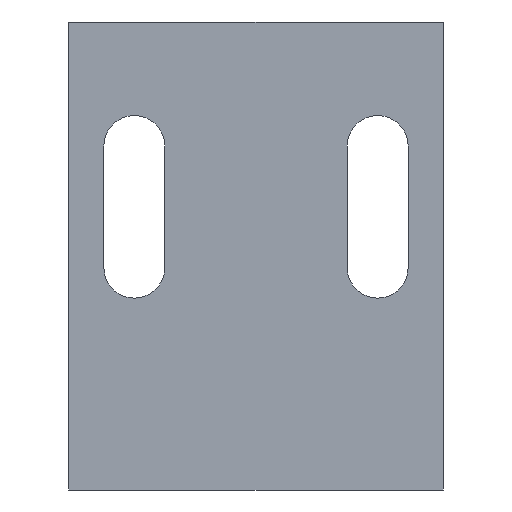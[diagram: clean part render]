
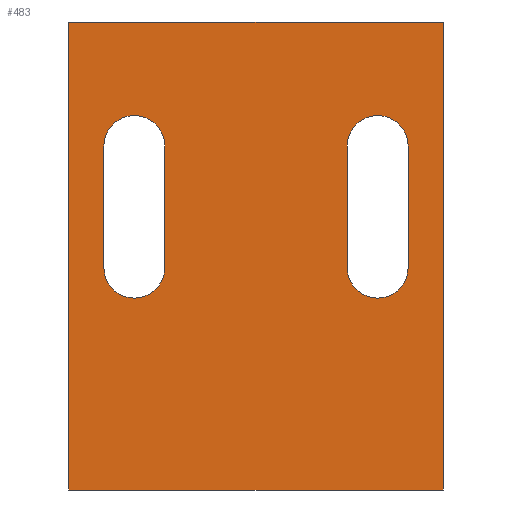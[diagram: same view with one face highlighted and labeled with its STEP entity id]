
A CAD part, left-side view. The second image highlights one B-rep face of the part: STEP entity #483.
In plain terms, the highlighted planar face has unit normal (-1, 0, 0).
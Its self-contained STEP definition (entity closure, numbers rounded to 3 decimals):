
#5 = EDGE_CURVE ( 'NONE', #703, #800, #707, .T. ) ;
#6 = DIRECTION ( 'NONE',  ( 0., 0., -1. ) ) ;
#10 = CARTESIAN_POINT ( 'NONE',  ( -4., -13., 19.75 ) ) ;
#13 = VERTEX_POINT ( 'NONE', #769 ) ;
#37 = CARTESIAN_POINT ( 'NONE',  ( -4., 20., -4. ) ) ;
#42 = CARTESIAN_POINT ( 'NONE',  ( -4., 13., 32.75 ) ) ;
#45 = AXIS2_PLACEMENT_3D ( 'NONE', #225, #505, #576 ) ;
#46 = CIRCLE ( 'NONE', #906, 3.25 ) ;
#48 = VERTEX_POINT ( 'NONE', #936 ) ;
#49 = CARTESIAN_POINT ( 'NONE',  ( -4., -13., 19.75 ) ) ;
#55 = CARTESIAN_POINT ( 'NONE',  ( -4., 9.75, 19.75 ) ) ;
#60 = CIRCLE ( 'NONE', #537, 3.25 ) ;
#64 = ORIENTED_EDGE ( 'NONE', *, *, #654, .T. ) ;
#96 = VERTEX_POINT ( 'NONE', #718 ) ;
#137 = LINE ( 'NONE', #283, #175 ) ;
#138 = CARTESIAN_POINT ( 'NONE',  ( -4., 9.75, 32.75 ) ) ;
#147 = DIRECTION ( 'NONE',  ( 0., 0., -1. ) ) ;
#156 = AXIS2_PLACEMENT_3D ( 'NONE', #10, #941, #790 ) ;
#158 = VECTOR ( 'NONE', #195, 1000. ) ;
#164 = ORIENTED_EDGE ( 'NONE', *, *, #806, .T. ) ;
#175 = VECTOR ( 'NONE', #743, 1000. ) ;
#189 = VERTEX_POINT ( 'NONE', #893 ) ;
#190 = CIRCLE ( 'NONE', #307, 3.25 ) ;
#195 = DIRECTION ( 'NONE',  ( 0., 0., 1. ) ) ;
#198 = CARTESIAN_POINT ( 'NONE',  ( -4., 13., 16.5 ) ) ;
#214 = FACE_BOUND ( 'NONE', #749, .T. ) ;
#225 = CARTESIAN_POINT ( 'NONE',  ( -4., 20., -4. ) ) ;
#233 = EDGE_CURVE ( 'NONE', #48, #703, #445, .T. ) ;
#253 = DIRECTION ( 'NONE',  ( 0., 0., -1. ) ) ;
#258 = ORIENTED_EDGE ( 'NONE', *, *, #785, .T. ) ;
#264 = CARTESIAN_POINT ( 'NONE',  ( -4., -9.75, 19.75 ) ) ;
#283 = CARTESIAN_POINT ( 'NONE',  ( -4., 20., 46. ) ) ;
#286 = FACE_BOUND ( 'NONE', #898, .T. ) ;
#304 = DIRECTION ( 'NONE',  ( 0., 0., 1. ) ) ;
#307 = AXIS2_PLACEMENT_3D ( 'NONE', #49, #909, #253 ) ;
#308 = CARTESIAN_POINT ( 'NONE',  ( -4., -20., -4. ) ) ;
#333 = DIRECTION ( 'NONE',  ( 0., 0., -1. ) ) ;
#334 = VECTOR ( 'NONE', #863, 1000. ) ;
#337 = VECTOR ( 'NONE', #879, 1000. ) ;
#359 = CARTESIAN_POINT ( 'NONE',  ( -4., 9.75, 32.75 ) ) ;
#381 = ORIENTED_EDGE ( 'NONE', *, *, #865, .F. ) ;
#393 = DIRECTION ( 'NONE',  ( 0., 0., -1. ) ) ;
#405 = CARTESIAN_POINT ( 'NONE',  ( -4., -16.25, 32.75 ) ) ;
#411 = EDGE_CURVE ( 'NONE', #800, #846, #497, .T. ) ;
#412 = ORIENTED_EDGE ( 'NONE', *, *, #411, .T. ) ;
#414 = DIRECTION ( 'NONE',  ( 0., 0., -1. ) ) ;
#445 = LINE ( 'NONE', #533, #448 ) ;
#448 = VECTOR ( 'NONE', #807, 1000. ) ;
#459 = CARTESIAN_POINT ( 'NONE',  ( -4., -9.75, 19.75 ) ) ;
#461 = CARTESIAN_POINT ( 'NONE',  ( -4., -13., 32.75 ) ) ;
#467 = LINE ( 'NONE', #593, #702 ) ;
#468 = EDGE_CURVE ( 'NONE', #761, #558, #599, .T. ) ;
#483 = ADVANCED_FACE ( 'PLANAR_2', ( #286, #214, #877 ), #732, .F. ) ;
#485 = DIRECTION ( 'NONE',  ( 0., -1., 0. ) ) ;
#496 = LINE ( 'NONE', #938, #337 ) ;
#497 = LINE ( 'NONE', #138, #334 ) ;
#505 = DIRECTION ( 'NONE',  ( 1., 0., 0. ) ) ;
#507 = EDGE_CURVE ( 'NONE', #560, #96, #467, .T. ) ;
#521 = ORIENTED_EDGE ( 'NONE', *, *, #911, .T. ) ;
#533 = CARTESIAN_POINT ( 'NONE',  ( -4., 16.25, 19.75 ) ) ;
#537 = AXIS2_PLACEMENT_3D ( 'NONE', #698, #949, #6 ) ;
#539 = ORIENTED_EDGE ( 'NONE', *, *, #634, .T. ) ;
#543 = ORIENTED_EDGE ( 'NONE', *, *, #624, .T. ) ;
#556 = CARTESIAN_POINT ( 'NONE',  ( -4., -16.25, 32.75 ) ) ;
#558 = VERTEX_POINT ( 'NONE', #459 ) ;
#560 = VERTEX_POINT ( 'NONE', #746 ) ;
#576 = DIRECTION ( 'NONE',  ( 0., 0., -1. ) ) ;
#585 = AXIS2_PLACEMENT_3D ( 'NONE', #42, #912, #333 ) ;
#593 = CARTESIAN_POINT ( 'NONE',  ( -4., 20., -4. ) ) ;
#599 = CIRCLE ( 'NONE', #156, 3.25 ) ;
#624 = EDGE_CURVE ( 'NONE', #558, #805, #705, .T. ) ;
#630 = VECTOR ( 'NONE', #414, 1000. ) ;
#633 = VERTEX_POINT ( 'NONE', #556 ) ;
#634 = EDGE_CURVE ( 'NONE', #189, #761, #190, .T. ) ;
#650 = CARTESIAN_POINT ( 'NONE',  ( -4., -9.75, 32.75 ) ) ;
#654 = EDGE_CURVE ( 'NONE', #633, #189, #766, .T. ) ;
#660 = VERTEX_POINT ( 'NONE', #198 ) ;
#677 = VECTOR ( 'NONE', #485, 1000. ) ;
#692 = CARTESIAN_POINT ( 'NONE',  ( -4., 16.25, 32.75 ) ) ;
#693 = ORIENTED_EDGE ( 'NONE', *, *, #468, .T. ) ;
#698 = CARTESIAN_POINT ( 'NONE',  ( -4., 13., 19.75 ) ) ;
#702 = VECTOR ( 'NONE', #304, 1000. ) ;
#703 = VERTEX_POINT ( 'NONE', #692 ) ;
#704 = AXIS2_PLACEMENT_3D ( 'NONE', #461, #827, #393 ) ;
#705 = LINE ( 'NONE', #264, #158 ) ;
#707 = CIRCLE ( 'NONE', #585, 3.25 ) ;
#708 = EDGE_CURVE ( 'NONE', #560, #932, #850, .T. ) ;
#718 = CARTESIAN_POINT ( 'NONE',  ( -4., 20., 46. ) ) ;
#732 = PLANE ( 'NONE',  #45 ) ;
#735 = ORIENTED_EDGE ( 'NONE', *, *, #708, .T. ) ;
#743 = DIRECTION ( 'NONE',  ( 0., -1., 0. ) ) ;
#746 = CARTESIAN_POINT ( 'NONE',  ( -4., 20., -4. ) ) ;
#749 = EDGE_LOOP ( 'NONE', ( #844, #889, #412, #164, #946 ) ) ;
#754 = EDGE_CURVE ( 'NONE', #660, #48, #60, .T. ) ;
#761 = VERTEX_POINT ( 'NONE', #930 ) ;
#766 = LINE ( 'NONE', #405, #630 ) ;
#769 = CARTESIAN_POINT ( 'NONE',  ( -4., -20., 46. ) ) ;
#776 = EDGE_LOOP ( 'NONE', ( #735, #258, #381, #828 ) ) ;
#782 = DIRECTION ( 'NONE',  ( 1., 0., 0. ) ) ;
#785 = EDGE_CURVE ( 'NONE', #932, #13, #496, .T. ) ;
#787 = CARTESIAN_POINT ( 'NONE',  ( -4., 13., 19.75 ) ) ;
#790 = DIRECTION ( 'NONE',  ( 0., 0., -1. ) ) ;
#800 = VERTEX_POINT ( 'NONE', #359 ) ;
#802 = CIRCLE ( 'NONE', #704, 3.25 ) ;
#805 = VERTEX_POINT ( 'NONE', #650 ) ;
#806 = EDGE_CURVE ( 'NONE', #846, #660, #46, .T. ) ;
#807 = DIRECTION ( 'NONE',  ( 0., 0., 1. ) ) ;
#827 = DIRECTION ( 'NONE',  ( 1., 0., 0. ) ) ;
#828 = ORIENTED_EDGE ( 'NONE', *, *, #507, .F. ) ;
#844 = ORIENTED_EDGE ( 'NONE', *, *, #233, .T. ) ;
#846 = VERTEX_POINT ( 'NONE', #55 ) ;
#850 = LINE ( 'NONE', #37, #677 ) ;
#863 = DIRECTION ( 'NONE',  ( 0., 0., -1. ) ) ;
#865 = EDGE_CURVE ( 'NONE', #96, #13, #137, .T. ) ;
#877 = FACE_OUTER_BOUND ( 'NONE', #776, .T. ) ;
#879 = DIRECTION ( 'NONE',  ( 0., 0., 1. ) ) ;
#889 = ORIENTED_EDGE ( 'NONE', *, *, #5, .T. ) ;
#893 = CARTESIAN_POINT ( 'NONE',  ( -4., -16.25, 19.75 ) ) ;
#898 = EDGE_LOOP ( 'NONE', ( #543, #521, #64, #539, #693 ) ) ;
#906 = AXIS2_PLACEMENT_3D ( 'NONE', #787, #782, #147 ) ;
#909 = DIRECTION ( 'NONE',  ( 1., 0., 0. ) ) ;
#911 = EDGE_CURVE ( 'NONE', #805, #633, #802, .T. ) ;
#912 = DIRECTION ( 'NONE',  ( 1., 0., 0. ) ) ;
#930 = CARTESIAN_POINT ( 'NONE',  ( -4., -13., 16.5 ) ) ;
#932 = VERTEX_POINT ( 'NONE', #308 ) ;
#936 = CARTESIAN_POINT ( 'NONE',  ( -4., 16.25, 19.75 ) ) ;
#938 = CARTESIAN_POINT ( 'NONE',  ( -4., -20., -4. ) ) ;
#941 = DIRECTION ( 'NONE',  ( 1., 0., 0. ) ) ;
#946 = ORIENTED_EDGE ( 'NONE', *, *, #754, .T. ) ;
#949 = DIRECTION ( 'NONE',  ( 1., 0., 0. ) ) ;
